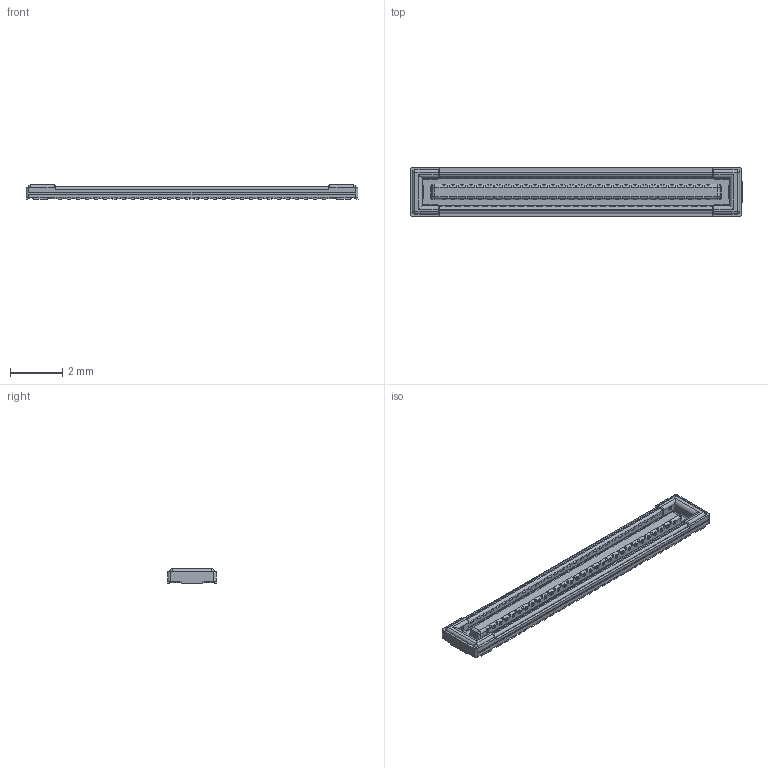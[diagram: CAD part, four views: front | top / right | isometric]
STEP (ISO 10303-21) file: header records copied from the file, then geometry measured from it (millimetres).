
FILE_DESCRIPTION((''),'2;1');
FILE_NAME('B09R-60PIN_3D_240201','2024-04-27T07:02:38',('eng801'),(''),'CREO PARAMETRIC BY PTC INC, 2019010','CREO PARAMETRIC BY PTC INC, 2019010','');
FILE_SCHEMA(('CONFIG_CONTROL_DESIGN'));
Length unit declared in the file: millimetre
Products named in the file (1): B09R-60PIN_3D_240201
Bounding box: 12.75 x 1.9 x 0.55 mm (x, y, z)
Volume: 8.1 mm3; surface area: 81.9 mm2
Topology: 1 solids, 1 shells, 1595 faces, 5108 edges, 3512 vertices
Faces by surface type: plane 1093, cylinder 346, cone 136, bspline 8, sphere 8, torus 4
Entity records: 57042 total; most frequent: CARTESIAN_POINT 11537, ORIENTED_EDGE 9668, DIRECTION 9262, EDGE_CURVE 4834, VECTOR 3482, LINE 3482, VERTEX_POINT 3244, AXIS2_PLACEMENT_3D 2890
